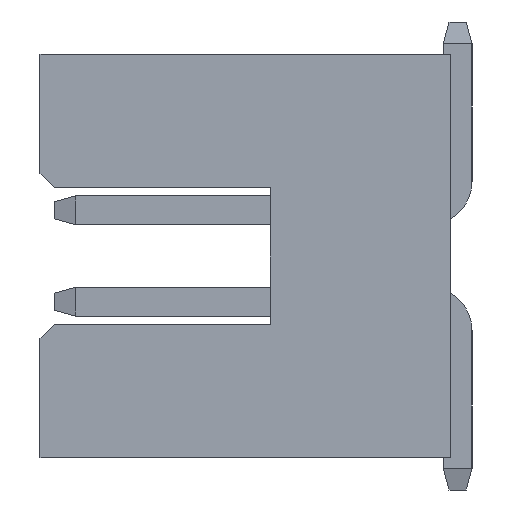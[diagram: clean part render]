
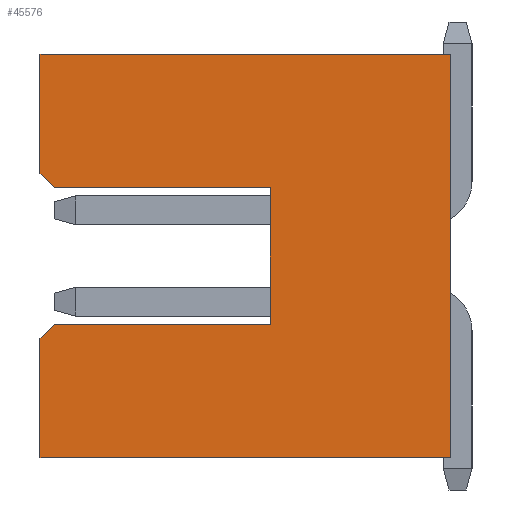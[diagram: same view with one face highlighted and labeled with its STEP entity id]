
A CAD part, left-side view. The second image highlights one B-rep face of the part: STEP entity #45576.
In plain terms, the highlighted planar face has unit normal (-1, 0, 0).
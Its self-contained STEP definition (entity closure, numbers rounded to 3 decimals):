
#15617=DIRECTION('',(0.,-1.,0.));
#15618=VECTOR('',#15617,5.7);
#15619=CARTESIAN_POINT('',(-20.65,5.7,2.8));
#15620=LINE('',#15619,#15618);
#15661=DIRECTION('',(0.,0.,-1.));
#15662=VECTOR('',#15661,5.6);
#15663=CARTESIAN_POINT('',(-20.65,0.,2.8));
#15664=LINE('',#15663,#15662);
#15673=DIRECTION('',(0.,0.707,-0.707));
#15674=VECTOR('',#15673,0.283);
#15675=CARTESIAN_POINT('',(-20.65,5.5,-0.95));
#15676=LINE('',#15675,#15674);
#15677=DIRECTION('',(0.,-0.707,-0.707));
#15678=VECTOR('',#15677,0.283);
#15679=CARTESIAN_POINT('',(-20.65,5.7,1.15));
#15680=LINE('',#15679,#15678);
#15681=DIRECTION('',(0.,0.,-1.));
#15682=VECTOR('',#15681,1.65);
#15683=CARTESIAN_POINT('',(-20.65,5.7,2.8));
#15684=LINE('',#15683,#15682);
#15685=DIRECTION('',(0.,-1.,0.));
#15686=VECTOR('',#15685,5.7);
#15687=CARTESIAN_POINT('',(-20.65,5.7,-2.8));
#15688=LINE('',#15687,#15686);
#15689=DIRECTION('',(0.,0.,-1.));
#15690=VECTOR('',#15689,1.65);
#15691=CARTESIAN_POINT('',(-20.65,5.7,-1.15));
#15692=LINE('',#15691,#15690);
#15957=DIRECTION('',(0.,1.,0.));
#15958=VECTOR('',#15957,3.);
#15959=CARTESIAN_POINT('',(-20.65,2.5,-0.95));
#15960=LINE('',#15959,#15958);
#15961=DIRECTION('',(0.,0.,-1.));
#15962=VECTOR('',#15961,1.9);
#15963=CARTESIAN_POINT('',(-20.65,2.5,0.95));
#15964=LINE('',#15963,#15962);
#15973=DIRECTION('',(0.,-1.,0.));
#15974=VECTOR('',#15973,3.);
#15975=CARTESIAN_POINT('',(-20.65,5.5,0.95));
#15976=LINE('',#15975,#15974);
#19019=CARTESIAN_POINT('',(-20.65,0.,-2.8));
#19020=VERTEX_POINT('',#19019);
#19021=CARTESIAN_POINT('',(-20.65,5.7,-2.8));
#19022=VERTEX_POINT('',#19021);
#20101=CARTESIAN_POINT('',(-20.65,5.7,-1.15));
#20102=VERTEX_POINT('',#20101);
#20119=CARTESIAN_POINT('',(-20.65,5.7,2.8));
#20120=VERTEX_POINT('',#20119);
#20121=CARTESIAN_POINT('',(-20.65,5.7,1.15));
#20122=VERTEX_POINT('',#20121);
#20127=CARTESIAN_POINT('',(-20.65,5.5,-0.95));
#20128=VERTEX_POINT('',#20127);
#20129=CARTESIAN_POINT('',(-20.65,2.5,-0.95));
#20130=VERTEX_POINT('',#20129);
#20131=CARTESIAN_POINT('',(-20.65,2.5,0.95));
#20132=VERTEX_POINT('',#20131);
#20133=CARTESIAN_POINT('',(-20.65,5.5,0.95));
#20134=VERTEX_POINT('',#20133);
#20135=CARTESIAN_POINT('',(-20.65,0.,2.8));
#20136=VERTEX_POINT('',#20135);
#45553=CARTESIAN_POINT('',(-20.65,2.85,0.));
#45554=DIRECTION('',(1.,0.,0.));
#45555=DIRECTION('',(0.,-1.,0.));
#45556=AXIS2_PLACEMENT_3D('',#45553,#45554,#45555);
#45557=PLANE('',#45556);
#45559=ORIENTED_EDGE('',*,*,#45558,.F.);
#45561=ORIENTED_EDGE('',*,*,#45560,.F.);
#45563=ORIENTED_EDGE('',*,*,#45562,.F.);
#45565=ORIENTED_EDGE('',*,*,#45564,.F.);
#45567=ORIENTED_EDGE('',*,*,#45566,.F.);
#45568=ORIENTED_EDGE('',*,*,#33798,.F.);
#45569=ORIENTED_EDGE('',*,*,#45509,.T.);
#45570=ORIENTED_EDGE('',*,*,#45546,.T.);
#45571=ORIENTED_EDGE('',*,*,#21246,.F.);
#45573=ORIENTED_EDGE('',*,*,#45572,.F.);
#45574=EDGE_LOOP('',(#45559,#45561,#45563,#45565,#45567,#45568,#45569,#45570,
#45571,#45573));
#45575=FACE_OUTER_BOUND('',#45574,.F.);
#21246=EDGE_CURVE('',#19022,#19020,#15688,.T.);
#33798=EDGE_CURVE('',#20120,#20122,#15684,.T.);
#45509=EDGE_CURVE('',#20120,#20136,#15620,.T.);
#45546=EDGE_CURVE('',#20136,#19020,#15664,.T.);
#45558=EDGE_CURVE('',#20128,#20102,#15676,.T.);
#45560=EDGE_CURVE('',#20130,#20128,#15960,.T.);
#45562=EDGE_CURVE('',#20132,#20130,#15964,.T.);
#45564=EDGE_CURVE('',#20134,#20132,#15976,.T.);
#45566=EDGE_CURVE('',#20122,#20134,#15680,.T.);
#45572=EDGE_CURVE('',#20102,#19022,#15692,.T.);
#45576=ADVANCED_FACE('',(#45575),#45557,.F.);
